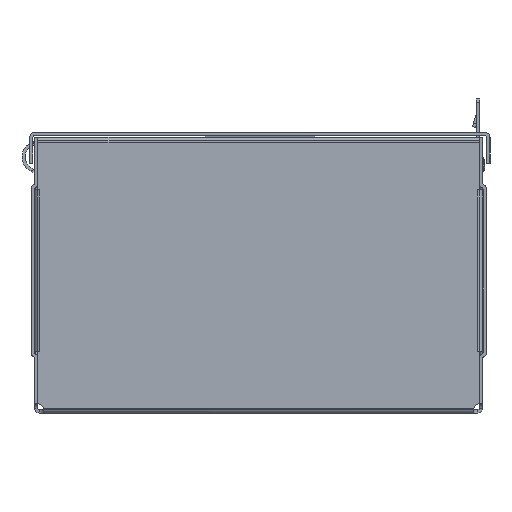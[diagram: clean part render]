
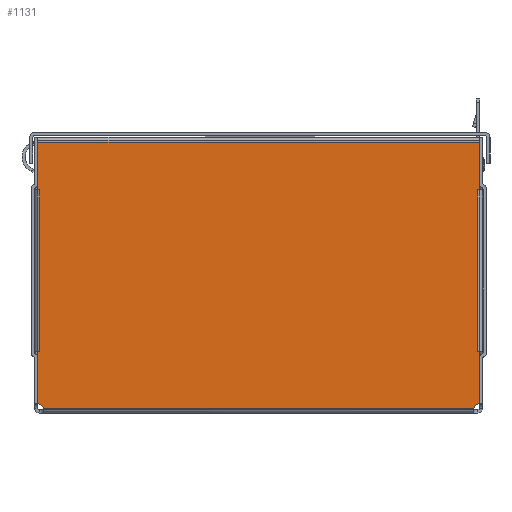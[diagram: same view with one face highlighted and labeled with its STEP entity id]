
A CAD part, left-side view. The second image highlights one B-rep face of the part: STEP entity #1131.
In plain terms, the highlighted planar face has unit normal (-1, 0, 0).
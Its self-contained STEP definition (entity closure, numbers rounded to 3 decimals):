
#1131 = ADVANCED_FACE( '', ( #2456 ), #2457, .F. );
#2456 = FACE_OUTER_BOUND( '', #4139, .T. );
#2457 = PLANE( '', #4140 );
#4139 = EDGE_LOOP( '', ( #7150, #7151, #7152, #7153, #7154, #7155, #7156, #7157, #7158, #7159, #7160, #7161, #7162, #7163, #7164, #7165, #7166, #7167 ) );
#4140 = AXIS2_PLACEMENT_3D( '', #7168, #7169, #7170 );
#7150 = ORIENTED_EDGE( '', *, *, #10220, .T. );
#7151 = ORIENTED_EDGE( '', *, *, #10221, .T. );
#7152 = ORIENTED_EDGE( '', *, *, #10222, .F. );
#7153 = ORIENTED_EDGE( '', *, *, #9811, .F. );
#7154 = ORIENTED_EDGE( '', *, *, #10223, .F. );
#7155 = ORIENTED_EDGE( '', *, *, #10224, .T. );
#7156 = ORIENTED_EDGE( '', *, *, #9386, .F. );
#7157 = ORIENTED_EDGE( '', *, *, #9187, .T. );
#7158 = ORIENTED_EDGE( '', *, *, #10225, .F. );
#7159 = ORIENTED_EDGE( '', *, *, #10226, .T. );
#7160 = ORIENTED_EDGE( '', *, *, #10048, .T. );
#7161 = ORIENTED_EDGE( '', *, *, #10227, .T. );
#7162 = ORIENTED_EDGE( '', *, *, #9372, .T. );
#7163 = ORIENTED_EDGE( '', *, *, #10184, .F. );
#7164 = ORIENTED_EDGE( '', *, *, #10228, .F. );
#7165 = ORIENTED_EDGE( '', *, *, #10229, .T. );
#7166 = ORIENTED_EDGE( '', *, *, #10230, .F. );
#7167 = ORIENTED_EDGE( '', *, *, #10231, .T. );
#7168 = CARTESIAN_POINT( '', ( -609.6, 709.46, 0. ) );
#7169 = DIRECTION( '', ( 1., 0., 0. ) );
#7170 = DIRECTION( '', ( 0., 0., -1. ) );
#9187 = EDGE_CURVE( '', #10943, #10941, #10944, .T. );
#9372 = EDGE_CURVE( '', #11262, #11260, #11263, .T. );
#9386 = EDGE_CURVE( '', #10943, #11279, #11282, .T. );
#9811 = EDGE_CURVE( '', #11967, #11969, #11970, .T. );
#10048 = EDGE_CURVE( '', #12310, #11661, #12311, .T. );
#10184 = EDGE_CURVE( '', #12501, #11260, #12503, .T. );
#10220 = EDGE_CURVE( '', #12551, #12552, #12553, .T. );
#10221 = EDGE_CURVE( '', #12552, #12554, #12555, .T. );
#10222 = EDGE_CURVE( '', #11969, #12554, #12556, .T. );
#10223 = EDGE_CURVE( '', #11815, #11967, #12557, .T. );
#10224 = EDGE_CURVE( '', #11815, #11279, #12558, .T. );
#10225 = EDGE_CURVE( '', #12559, #10941, #12560, .T. );
#10226 = EDGE_CURVE( '', #12559, #12310, #12561, .T. );
#10227 = EDGE_CURVE( '', #11661, #11262, #12562, .T. );
#10228 = EDGE_CURVE( '', #12563, #12501, #12564, .T. );
#10229 = EDGE_CURVE( '', #12563, #11847, #12565, .T. );
#10230 = EDGE_CURVE( '', #12566, #11847, #12567, .T. );
#10231 = EDGE_CURVE( '', #12566, #12551, #12568, .T. );
#10941 = VERTEX_POINT( '', #13458 );
#10943 = VERTEX_POINT( '', #13461 );
#10944 = LINE( '', #13462, #13463 );
#11260 = VERTEX_POINT( '', #13902 );
#11262 = VERTEX_POINT( '', #13905 );
#11263 = LINE( '', #13906, #13907 );
#11279 = VERTEX_POINT( '', #13931 );
#11282 = LINE( '', #13936, #13937 );
#11661 = VERTEX_POINT( '', #14459 );
#11815 = VERTEX_POINT( '', #14724 );
#11847 = VERTEX_POINT( '', #14769 );
#11967 = VERTEX_POINT( '', #14941 );
#11969 = VERTEX_POINT( '', #14944 );
#11970 = LINE( '', #14945, #14946 );
#12310 = VERTEX_POINT( '', #15456 );
#12311 = LINE( '', #15457, #15458 );
#12501 = VERTEX_POINT( '', #15750 );
#12503 = LINE( '', #15753, #15754 );
#12551 = VERTEX_POINT( '', #15828 );
#12552 = VERTEX_POINT( '', #15829 );
#12553 = LINE( '', #15830, #15831 );
#12554 = VERTEX_POINT( '', #15832 );
#12555 = LINE( '', #15833, #15834 );
#12556 = LINE( '', #15835, #15836 );
#12557 = LINE( '', #15837, #15838 );
#12558 = LINE( '', #15839, #15840 );
#12559 = VERTEX_POINT( '', #15841 );
#12560 = LINE( '', #15842, #15843 );
#12561 = CIRCLE( '', #15844, 2.896 );
#12562 = CIRCLE( '', #15845, 2.896 );
#12563 = VERTEX_POINT( '', #15846 );
#12564 = LINE( '', #15847, #15848 );
#12565 = LINE( '', #15849, #15850 );
#12566 = VERTEX_POINT( '', #15851 );
#12567 = LINE( '', #15852, #15853 );
#12568 = LINE( '', #15854, #15855 );
#13458 = CARTESIAN_POINT( '', ( -609.6, 101.661, 28.217 ) );
#13461 = CARTESIAN_POINT( '', ( -609.6, 100.848, 28.217 ) );
#13462 = CARTESIAN_POINT( '', ( -609.6, 101.661, 28.217 ) );
#13463 = VECTOR( '', #16714, 1000. );
#13902 = CARTESIAN_POINT( '', ( -609.6, -101.661, 28.217 ) );
#13905 = CARTESIAN_POINT( '', ( -609.6, -101.661, 4.289 ) );
#13906 = CARTESIAN_POINT( '', ( -609.6, -101.661, 2.337 ) );
#13907 = VECTOR( '', #16941, 1000. );
#13931 = CARTESIAN_POINT( '', ( -609.6, 100.848, 28.219 ) );
#13936 = CARTESIAN_POINT( '', ( -609.6, 100.848, 102.745 ) );
#13937 = VECTOR( '', #16952, 1000. );
#14459 = CARTESIAN_POINT( '', ( -609.6, -99.052, 2.337 ) );
#14724 = CARTESIAN_POINT( '', ( -609.6, 100.848, 102.743 ) );
#14769 = CARTESIAN_POINT( '', ( -609.6, -100.848, 102.743 ) );
#14941 = CARTESIAN_POINT( '', ( -609.6, 100.848, 102.745 ) );
#14944 = CARTESIAN_POINT( '', ( -609.6, 101.661, 102.745 ) );
#14945 = CARTESIAN_POINT( '', ( -609.6, 101.661, 102.745 ) );
#14946 = VECTOR( '', #17450, 1000. );
#15456 = CARTESIAN_POINT( '', ( -609.6, 99.052, 2.337 ) );
#15457 = CARTESIAN_POINT( '', ( -609.6, 709.46, 2.337 ) );
#15458 = VECTOR( '', #17706, 1000. );
#15750 = CARTESIAN_POINT( '', ( -609.6, -100.848, 28.217 ) );
#15753 = CARTESIAN_POINT( '', ( -609.6, -101.661, 28.217 ) );
#15754 = VECTOR( '', #17859, 1000. );
#15828 = CARTESIAN_POINT( '', ( -609.6, -101.661, 102.745 ) );
#15829 = CARTESIAN_POINT( '', ( -609.6, -101.661, 124.663 ) );
#15830 = CARTESIAN_POINT( '', ( -609.6, -101.661, 2.337 ) );
#15831 = VECTOR( '', #17891, 1000. );
#15832 = CARTESIAN_POINT( '', ( -609.6, 101.661, 124.663 ) );
#15833 = CARTESIAN_POINT( '', ( -609.6, -101.661, 124.663 ) );
#15834 = VECTOR( '', #17892, 1000. );
#15835 = CARTESIAN_POINT( '', ( -609.6, 101.661, 2.337 ) );
#15836 = VECTOR( '', #17893, 1000. );
#15837 = CARTESIAN_POINT( '', ( -609.6, 100.848, 102.745 ) );
#15838 = VECTOR( '', #17894, 1000. );
#15839 = CARTESIAN_POINT( '', ( -609.6, 100.848, 102.743 ) );
#15840 = VECTOR( '', #17895, 1000. );
#15841 = CARTESIAN_POINT( '', ( -609.6, 101.661, 4.289 ) );
#15842 = CARTESIAN_POINT( '', ( -609.6, 101.661, 2.337 ) );
#15843 = VECTOR( '', #17896, 1000. );
#15844 = AXIS2_PLACEMENT_3D( '', #17897, #17898, #17899 );
#15845 = AXIS2_PLACEMENT_3D( '', #17900, #17901, #17902 );
#15846 = CARTESIAN_POINT( '', ( -609.6, -100.848, 28.219 ) );
#15847 = CARTESIAN_POINT( '', ( -609.6, -100.848, 28.217 ) );
#15848 = VECTOR( '', #17903, 1000. );
#15849 = CARTESIAN_POINT( '', ( -609.6, -100.848, 28.219 ) );
#15850 = VECTOR( '', #17904, 1000. );
#15851 = CARTESIAN_POINT( '', ( -609.6, -100.848, 102.745 ) );
#15852 = CARTESIAN_POINT( '', ( -609.6, -100.848, 28.217 ) );
#15853 = VECTOR( '', #17905, 1000. );
#15854 = CARTESIAN_POINT( '', ( -609.6, -101.661, 102.745 ) );
#15855 = VECTOR( '', #17906, 1000. );
#16714 = DIRECTION( '', ( 0., 1., 0. ) );
#16941 = DIRECTION( '', ( 0., 0., 1. ) );
#16952 = DIRECTION( '', ( 0., 0., 1. ) );
#17450 = DIRECTION( '', ( 0., 1., 0. ) );
#17706 = DIRECTION( '', ( 0., -1., 0. ) );
#17859 = DIRECTION( '', ( 0., -1., 0. ) );
#17891 = DIRECTION( '', ( 0., 0., 1. ) );
#17892 = DIRECTION( '', ( 0., 1., 0. ) );
#17893 = DIRECTION( '', ( 0., 0., 1. ) );
#17894 = DIRECTION( '', ( 0., 0., 1. ) );
#17895 = DIRECTION( '', ( 0., 0., -1. ) );
#17896 = DIRECTION( '', ( 0., 0., 1. ) );
#17897 = CARTESIAN_POINT( '', ( -609.6, 101.791, 1.397 ) );
#17898 = DIRECTION( '', ( 1., 0., 0. ) );
#17899 = DIRECTION( '', ( 0., 1., 0. ) );
#17900 = CARTESIAN_POINT( '', ( -609.6, -101.791, 1.397 ) );
#17901 = DIRECTION( '', ( 1., 0., 0. ) );
#17902 = DIRECTION( '', ( 0., -1., 0. ) );
#17903 = DIRECTION( '', ( 0., 0., -1. ) );
#17904 = DIRECTION( '', ( 0., 0., 1. ) );
#17905 = DIRECTION( '', ( 0., 0., -1. ) );
#17906 = DIRECTION( '', ( 0., -1., 0. ) );
